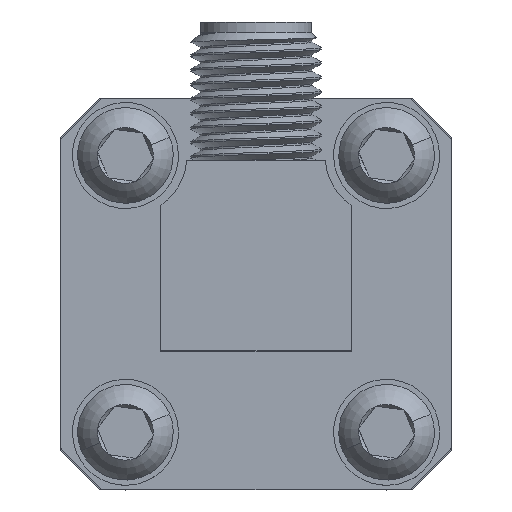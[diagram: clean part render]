
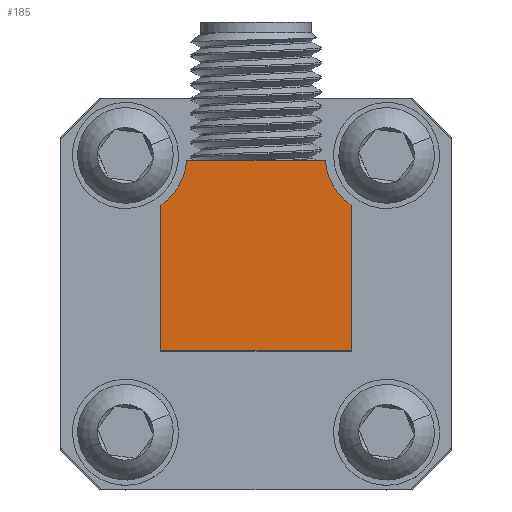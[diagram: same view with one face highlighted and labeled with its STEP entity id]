
A CAD part, top view. The second image highlights one B-rep face of the part: STEP entity #185.
In plain terms, the highlighted face is planar.
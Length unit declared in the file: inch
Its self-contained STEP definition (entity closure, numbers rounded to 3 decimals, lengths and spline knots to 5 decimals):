
#146 = DIRECTION ( 'NONE',  ( -1., 0., 0. ) ) ;
#185 = ADVANCED_FACE ( 'NONE', ( #8898 ), #2058, .T. ) ;
#210 = ORIENTED_EDGE ( 'NONE', *, *, #10014, .T. ) ;
#298 = VERTEX_POINT ( 'NONE', #6039 ) ;
#580 = LINE ( 'NONE', #2641, #2963 ) ;
#883 = CARTESIAN_POINT ( 'NONE',  ( -0.13242, 0.255, -0.52 ) ) ;
#955 = EDGE_CURVE ( 'NONE', #8602, #298, #10968, .T. ) ;
#1063 = ORIENTED_EDGE ( 'NONE', *, *, #7049, .T. ) ;
#1137 = DIRECTION ( 'NONE',  ( 0., 0., -1. ) ) ;
#1494 = AXIS2_PLACEMENT_3D ( 'NONE', #9629, #6827, #8729 ) ;
#1662 = VERTEX_POINT ( 'NONE', #2952 ) ;
#1976 = CARTESIAN_POINT ( 'NONE',  ( 0., -0.11, -0.52 ) ) ;
#2058 = PLANE ( 'NONE',  #3139 ) ;
#2330 = DIRECTION ( 'NONE',  ( -1., 0., 0. ) ) ;
#2415 = DIRECTION ( 'NONE',  ( 0., 0., -1. ) ) ;
#2627 = EDGE_LOOP ( 'NONE', ( #6562, #4384, #7883, #6572, #1063, #210 ) ) ;
#2641 = CARTESIAN_POINT ( 'NONE',  ( 0.1825, 0., -0.52 ) ) ;
#2690 = CARTESIAN_POINT ( 'NONE',  ( 0.1825, 0.16821, -0.52 ) ) ;
#2798 = CARTESIAN_POINT ( 'NONE',  ( -0.1825, 0., -0.52 ) ) ;
#2952 = CARTESIAN_POINT ( 'NONE',  ( -0.1825, 0.16821, -0.52 ) ) ;
#2963 = VECTOR ( 'NONE', #6401, 39.37008 ) ;
#3139 = AXIS2_PLACEMENT_3D ( 'NONE', #7757, #1137, #10501 ) ;
#3174 = VECTOR ( 'NONE', #146, 39.37008 ) ;
#3486 = AXIS2_PLACEMENT_3D ( 'NONE', #6096, #2415, #2330 ) ;
#4233 = CARTESIAN_POINT ( 'NONE',  ( 0., 0.255, -0.52 ) ) ;
#4377 = LINE ( 'NONE', #1976, #3174 ) ;
#4384 = ORIENTED_EDGE ( 'NONE', *, *, #955, .T. ) ;
#4468 = VERTEX_POINT ( 'NONE', #7451 ) ;
#5690 = CARTESIAN_POINT ( 'NONE',  ( -0.1825, -0.11, -0.52 ) ) ;
#5940 = VECTOR ( 'NONE', #10468, 39.37008 ) ;
#6039 = CARTESIAN_POINT ( 'NONE',  ( 0.13242, 0.255, -0.52 ) ) ;
#6096 = CARTESIAN_POINT ( 'NONE',  ( 0.25, 0.265, -0.52 ) ) ;
#6401 = DIRECTION ( 'NONE',  ( 0., -1., 0. ) ) ;
#6562 = ORIENTED_EDGE ( 'NONE', *, *, #11741, .F. ) ;
#6572 = ORIENTED_EDGE ( 'NONE', *, *, #11393, .T. ) ;
#6827 = DIRECTION ( 'NONE',  ( 0., 0., -1. ) ) ;
#7049 = EDGE_CURVE ( 'NONE', #4468, #11588, #4377, .T. ) ;
#7451 = CARTESIAN_POINT ( 'NONE',  ( 0.1825, -0.11, -0.52 ) ) ;
#7757 = CARTESIAN_POINT ( 'NONE',  ( 0., 0., -0.52 ) ) ;
#7883 = ORIENTED_EDGE ( 'NONE', *, *, #11863, .F. ) ;
#8602 = VERTEX_POINT ( 'NONE', #883 ) ;
#8729 = DIRECTION ( 'NONE',  ( -1., 0., 0. ) ) ;
#8731 = CIRCLE ( 'NONE', #1494, 0.118 ) ;
#8898 = FACE_OUTER_BOUND ( 'NONE', #2627, .T. ) ;
#9447 = CIRCLE ( 'NONE', #3486, 0.118 ) ;
#9461 = VECTOR ( 'NONE', #10839, 39.37008 ) ;
#9629 = CARTESIAN_POINT ( 'NONE',  ( -0.25, 0.265, -0.52 ) ) ;
#10014 = EDGE_CURVE ( 'NONE', #11588, #1662, #11877, .T. ) ;
#10468 = DIRECTION ( 'NONE',  ( 0., 1., 0. ) ) ;
#10501 = DIRECTION ( 'NONE',  ( -1., 0., 0. ) ) ;
#10839 = DIRECTION ( 'NONE',  ( 1., 0., 0. ) ) ;
#10968 = LINE ( 'NONE', #4233, #9461 ) ;
#11393 = EDGE_CURVE ( 'NONE', #11488, #4468, #580, .T. ) ;
#11488 = VERTEX_POINT ( 'NONE', #2690 ) ;
#11588 = VERTEX_POINT ( 'NONE', #5690 ) ;
#11741 = EDGE_CURVE ( 'NONE', #8602, #1662, #8731, .T. ) ;
#11863 = EDGE_CURVE ( 'NONE', #11488, #298, #9447, .T. ) ;
#11877 = LINE ( 'NONE', #2798, #5940 ) ;
